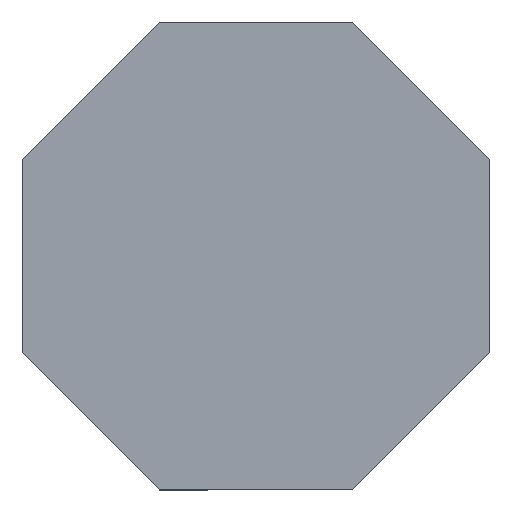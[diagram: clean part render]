
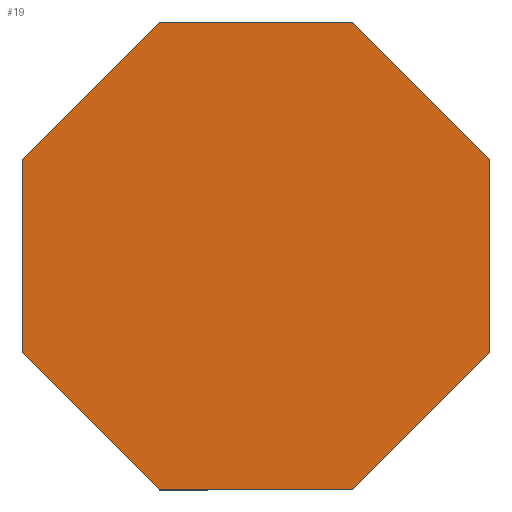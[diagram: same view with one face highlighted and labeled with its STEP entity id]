
A CAD part, top view. The second image highlights one B-rep face of the part: STEP entity #19.
In plain terms, the highlighted planar face has unit normal (0, 0, 1).
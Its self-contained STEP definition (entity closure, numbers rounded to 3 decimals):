
#8 = AXIS2_PLACEMENT_3D ( 'NONE', #170, #196, #47 ) ;
#13 = VERTEX_POINT ( 'NONE', #218 ) ;
#15 = LINE ( 'NONE', #313, #206 ) ;
#19 = ADVANCED_FACE ( 'NONE', ( #316 ), #25, .T. ) ;
#20 = LINE ( 'NONE', #187, #116 ) ;
#23 = EDGE_CURVE ( 'NONE', #209, #153, #267, .T. ) ;
#25 = PLANE ( 'NONE',  #8 ) ;
#27 = ORIENTED_EDGE ( 'NONE', *, *, #281, .T. ) ;
#28 = DIRECTION ( 'NONE',  ( -0.707, -0.707, 0. ) ) ;
#38 = CARTESIAN_POINT ( 'NONE',  ( 35., -14.497, 1.5 ) ) ;
#47 = DIRECTION ( 'NONE',  ( 1., 0., 0. ) ) ;
#50 = VERTEX_POINT ( 'NONE', #225 ) ;
#57 = VECTOR ( 'NONE', #182, 1000. ) ;
#60 = CARTESIAN_POINT ( 'NONE',  ( 35., 14.497, 1.5 ) ) ;
#63 = EDGE_CURVE ( 'NONE', #50, #13, #249, .T. ) ;
#83 = CARTESIAN_POINT ( 'NONE',  ( 35., -14.497, 1.5 ) ) ;
#95 = ORIENTED_EDGE ( 'NONE', *, *, #155, .T. ) ;
#114 = CARTESIAN_POINT ( 'NONE',  ( -14.497, -35., 1.5 ) ) ;
#115 = CARTESIAN_POINT ( 'NONE',  ( -35., -14.497, 1.5 ) ) ;
#116 = VECTOR ( 'NONE', #145, 1000. ) ;
#123 = VECTOR ( 'NONE', #28, 1000. ) ;
#127 = VERTEX_POINT ( 'NONE', #300 ) ;
#135 = DIRECTION ( 'NONE',  ( 1., 0., 0. ) ) ;
#136 = LINE ( 'NONE', #189, #276 ) ;
#144 = DIRECTION ( 'NONE',  ( 0.707, 0.707, 0. ) ) ;
#145 = DIRECTION ( 'NONE',  ( -1., 0., 0. ) ) ;
#147 = CARTESIAN_POINT ( 'NONE',  ( 35., 14.497, 1.5 ) ) ;
#151 = VERTEX_POINT ( 'NONE', #115 ) ;
#153 = VERTEX_POINT ( 'NONE', #240 ) ;
#155 = EDGE_CURVE ( 'NONE', #151, #291, #211, .T. ) ;
#157 = ORIENTED_EDGE ( 'NONE', *, *, #23, .T. ) ;
#158 = DIRECTION ( 'NONE',  ( 0., -1., 0. ) ) ;
#159 = DIRECTION ( 'NONE',  ( 0., 1., 0. ) ) ;
#167 = EDGE_CURVE ( 'NONE', #291, #127, #184, .T. ) ;
#169 = VERTEX_POINT ( 'NONE', #83 ) ;
#170 = CARTESIAN_POINT ( 'NONE',  ( 0., 0., 1.5 ) ) ;
#177 = EDGE_CURVE ( 'NONE', #13, #151, #136, .T. ) ;
#181 = VECTOR ( 'NONE', #159, 1000. ) ;
#182 = DIRECTION ( 'NONE',  ( 0.707, -0.707, 0. ) ) ;
#184 = LINE ( 'NONE', #283, #241 ) ;
#187 = CARTESIAN_POINT ( 'NONE',  ( 14.497, 35., 1.5 ) ) ;
#189 = CARTESIAN_POINT ( 'NONE',  ( -35., 14.497, 1.5 ) ) ;
#196 = DIRECTION ( 'NONE',  ( 0., 0., 1. ) ) ;
#200 = ORIENTED_EDGE ( 'NONE', *, *, #305, .T. ) ;
#206 = VECTOR ( 'NONE', #144, 1000. ) ;
#208 = VECTOR ( 'NONE', #244, 1000. ) ;
#209 = VERTEX_POINT ( 'NONE', #60 ) ;
#211 = LINE ( 'NONE', #263, #57 ) ;
#212 = ORIENTED_EDGE ( 'NONE', *, *, #177, .T. ) ;
#218 = CARTESIAN_POINT ( 'NONE',  ( -35., 14.497, 1.5 ) ) ;
#222 = ORIENTED_EDGE ( 'NONE', *, *, #167, .T. ) ;
#223 = CARTESIAN_POINT ( 'NONE',  ( -14.497, 35., 1.5 ) ) ;
#225 = CARTESIAN_POINT ( 'NONE',  ( -14.497, 35., 1.5 ) ) ;
#227 = EDGE_CURVE ( 'NONE', #169, #209, #279, .T. ) ;
#240 = CARTESIAN_POINT ( 'NONE',  ( 14.497, 35., 1.5 ) ) ;
#241 = VECTOR ( 'NONE', #135, 1000. ) ;
#244 = DIRECTION ( 'NONE',  ( -0.707, 0.707, 0. ) ) ;
#249 = LINE ( 'NONE', #223, #123 ) ;
#263 = CARTESIAN_POINT ( 'NONE',  ( -35., -14.497, 1.5 ) ) ;
#267 = LINE ( 'NONE', #147, #208 ) ;
#273 = ORIENTED_EDGE ( 'NONE', *, *, #227, .T. ) ;
#276 = VECTOR ( 'NONE', #158, 1000. ) ;
#279 = LINE ( 'NONE', #38, #181 ) ;
#280 = ORIENTED_EDGE ( 'NONE', *, *, #63, .T. ) ;
#281 = EDGE_CURVE ( 'NONE', #153, #50, #20, .T. ) ;
#283 = CARTESIAN_POINT ( 'NONE',  ( -14.497, -35., 1.5 ) ) ;
#291 = VERTEX_POINT ( 'NONE', #114 ) ;
#300 = CARTESIAN_POINT ( 'NONE',  ( 14.497, -35., 1.5 ) ) ;
#305 = EDGE_CURVE ( 'NONE', #127, #169, #15, .T. ) ;
#313 = CARTESIAN_POINT ( 'NONE',  ( 14.497, -35., 1.5 ) ) ;
#314 = EDGE_LOOP ( 'NONE', ( #273, #157, #27, #280, #212, #95, #222, #200 ) ) ;
#316 = FACE_OUTER_BOUND ( 'NONE', #314, .T. ) ;
